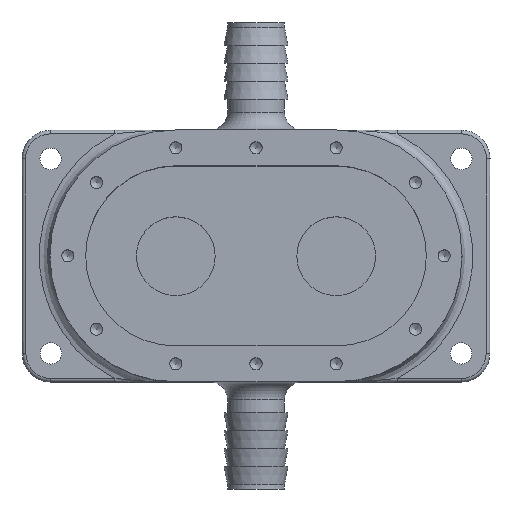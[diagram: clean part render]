
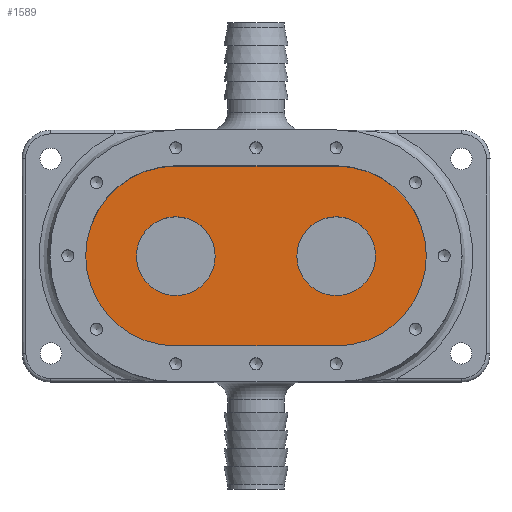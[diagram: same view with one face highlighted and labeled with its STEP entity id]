
A CAD part, top view. The second image highlights one B-rep face of the part: STEP entity #1589.
In plain terms, the highlighted planar face has unit normal (0, 0, 1).
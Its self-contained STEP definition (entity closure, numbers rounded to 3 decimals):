
#39=FACE_BOUND('',#482,.T.);
#40=FACE_BOUND('',#483,.T.);
#85=PLANE('',#1746);
#152=LINE('',#3088,#245);
#153=LINE('',#3092,#246);
#245=VECTOR('',#2079,10.);
#246=VECTOR('',#2082,10.);
#376=FACE_OUTER_BOUND('',#481,.T.);
#481=EDGE_LOOP('',(#1263,#1264,#1265,#1266));
#482=EDGE_LOOP('',(#1267));
#483=EDGE_LOOP('',(#1268));
#622=CIRCLE('',#1739,11.);
#624=CIRCLE('',#1743,11.);
#626=CIRCLE('',#1747,25.175);
#627=CIRCLE('',#1748,25.175);
#774=VERTEX_POINT('',#3072);
#776=VERTEX_POINT('',#3079);
#778=VERTEX_POINT('',#3086);
#779=VERTEX_POINT('',#3087);
#780=VERTEX_POINT('',#3089);
#781=VERTEX_POINT('',#3091);
#958=EDGE_CURVE('',#774,#774,#622,.T.);
#961=EDGE_CURVE('',#776,#776,#624,.T.);
#964=EDGE_CURVE('',#778,#779,#152,.T.);
#965=EDGE_CURVE('',#780,#778,#626,.T.);
#966=EDGE_CURVE('',#781,#780,#153,.T.);
#967=EDGE_CURVE('',#779,#781,#627,.T.);
#1263=ORIENTED_EDGE('',*,*,#964,.F.);
#1264=ORIENTED_EDGE('',*,*,#965,.F.);
#1265=ORIENTED_EDGE('',*,*,#966,.F.);
#1266=ORIENTED_EDGE('',*,*,#967,.F.);
#1267=ORIENTED_EDGE('',*,*,#958,.T.);
#1268=ORIENTED_EDGE('',*,*,#961,.T.);
#1589=ADVANCED_FACE('',(#376,#39,#40),#85,.T.);
#1739=AXIS2_PLACEMENT_3D('',#3073,#2061,#2062);
#1743=AXIS2_PLACEMENT_3D('',#3080,#2070,#2071);
#1746=AXIS2_PLACEMENT_3D('',#3085,#2077,#2078);
#1747=AXIS2_PLACEMENT_3D('',#3090,#2080,#2081);
#1748=AXIS2_PLACEMENT_3D('',#3093,#2083,#2084);
#2061=DIRECTION('center_axis',(0.,0.,-1.));
#2062=DIRECTION('ref_axis',(1.,0.,0.));
#2070=DIRECTION('center_axis',(0.,0.,-1.));
#2071=DIRECTION('ref_axis',(1.,0.,0.));
#2077=DIRECTION('center_axis',(0.,0.,1.));
#2078=DIRECTION('ref_axis',(1.,0.,0.));
#2079=DIRECTION('',(-1.,0.,0.));
#2080=DIRECTION('center_axis',(0.,0.,-1.));
#2081=DIRECTION('ref_axis',(1.,0.,0.));
#2082=DIRECTION('',(1.,0.,0.));
#2083=DIRECTION('center_axis',(0.,0.,-1.));
#2084=DIRECTION('ref_axis',(1.,0.,0.));
#3072=CARTESIAN_POINT('',(11.4,0.,0.));
#3073=CARTESIAN_POINT('Origin',(22.4,0.,0.));
#3079=CARTESIAN_POINT('',(-33.4,0.,0.));
#3080=CARTESIAN_POINT('Origin',(-22.4,0.,0.));
#3085=CARTESIAN_POINT('Origin',(0.,0.,
0.));
#3086=CARTESIAN_POINT('',(22.4,-25.175,0.));
#3087=CARTESIAN_POINT('',(-22.4,-25.175,0.));
#3088=CARTESIAN_POINT('',(-22.4,-25.175,0.));
#3089=CARTESIAN_POINT('',(22.4,25.175,0.));
#3090=CARTESIAN_POINT('Origin',(22.4,0.,0.));
#3091=CARTESIAN_POINT('',(-22.4,25.175,0.));
#3092=CARTESIAN_POINT('',(-22.4,25.175,0.));
#3093=CARTESIAN_POINT('Origin',(-22.4,0.,0.));
